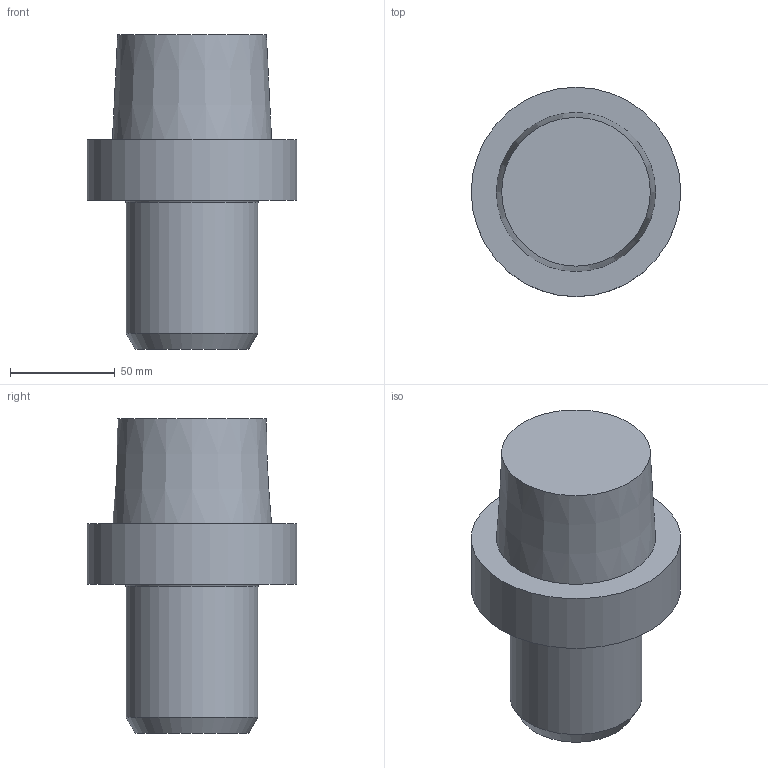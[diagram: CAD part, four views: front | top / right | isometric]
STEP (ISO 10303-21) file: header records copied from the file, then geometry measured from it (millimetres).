
FILE_DESCRIPTION(/* description */ (''),/* implementation_level */ '2;1');
FILE_NAME(/* name */ 'TOOLCOMP_1.STP',/* time_stamp */ '2023-09-05T10:50:18+02:00',/* author */ (''),/* organization */ ('SMS'),/* preprocessor_version */ 'ST-DEVELOPER v16.7',/* originating_system */ 'SIEMENS PLM Software NX 12.0',/* authorisation */ '');
FILE_SCHEMA (('AUTOMOTIVE_DESIGN { 1 0 10303 214 3 1 1 1 }'));
Length unit declared in the file: millimetre
Products named in the file (2): NOCUT_COMP20230905104754; TOOLCOMP_1
Assembly tree (1 placements, depth 2):
  TOOLCOMP_1
    NOCUT_COMP20230905104754
Bounding box: 100 x 100 x 150 mm (x, y, z)
Volume: 1316537.6 mm3; surface area: 98179.8 mm2
Topology: 2 solids, 2 shells, 18 faces, 32 edges, 25 vertices
Faces by surface type: plane 8, cylinder 4, cone 4, torus 2
Full cylindrical faces by diameter (mm): 63 x2, 100 x2
Entity records: 463 total; most frequent: DIRECTION 82, CARTESIAN_POINT 60, AXIS2_PLACEMENT_3D 41, EDGE_LOOP 32, ORIENTED_EDGE 32, FACE_BOUND 28, ADVANCED_FACE 18, VERTEX_POINT 16
